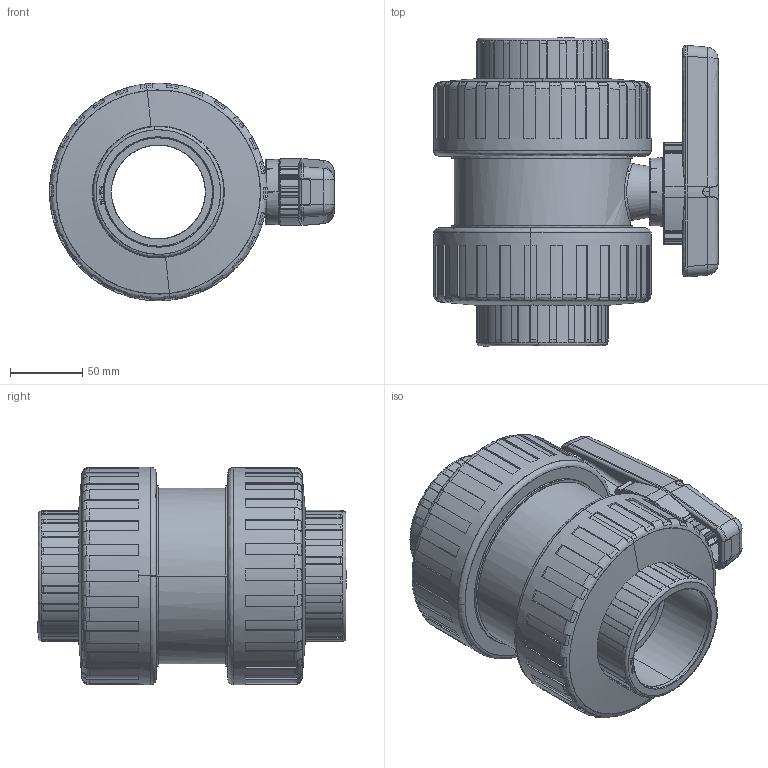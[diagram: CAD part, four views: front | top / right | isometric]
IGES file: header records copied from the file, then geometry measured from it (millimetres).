
Start section: SolidWorks IGES file using NURBS representation for surfaces
Global section: file name: 01611077075.IGS; native system: SolidWorks 2021; preprocessor: SolidWorks 2021; author: DMorais; date: 220322.113259; units: millimetre
Bounding box: 197.37 x 213.76 x 150.72 mm (x, y, z)
Surface area: 211909 mm2 (no closed solid volume)
Topology: 0 solids, 0 shells, 1468 faces, 13957 edges, 13923 vertices
Faces by surface type: bspline 1468
